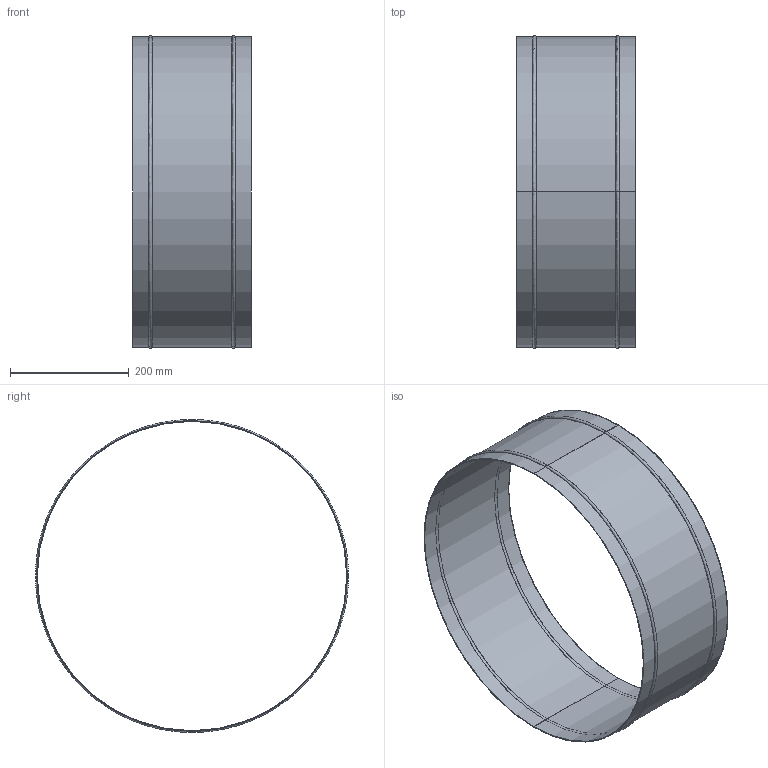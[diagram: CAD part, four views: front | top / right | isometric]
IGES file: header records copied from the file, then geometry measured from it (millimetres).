
Start section: SolidWorks IGES file using analytic representation for surfaces
Global section: file name: VH 50.IGS; native system: SolidWorks 2017; preprocessor: SolidWorks 2017; author: Qube3-CAD; date: 200605.162421; units: millimetre
Bounding box: 200 x 526 x 525.98 mm (x, y, z)
Surface area: 663772.4 mm2 (no closed solid volume)
Topology: 0 solids, 0 shells, 14 faces, 304 edges, 304 vertices
Faces by surface type: revolution 8, bspline 6
